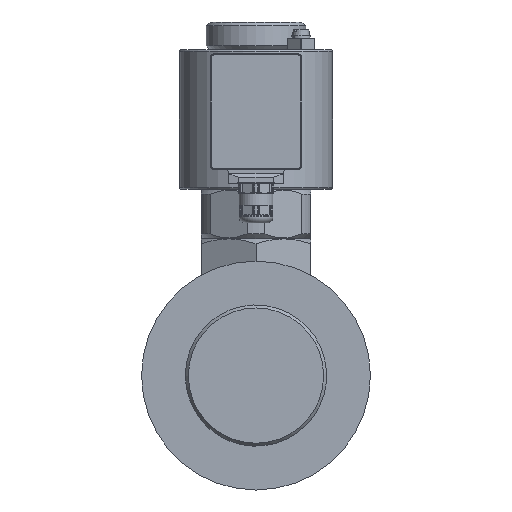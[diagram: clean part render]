
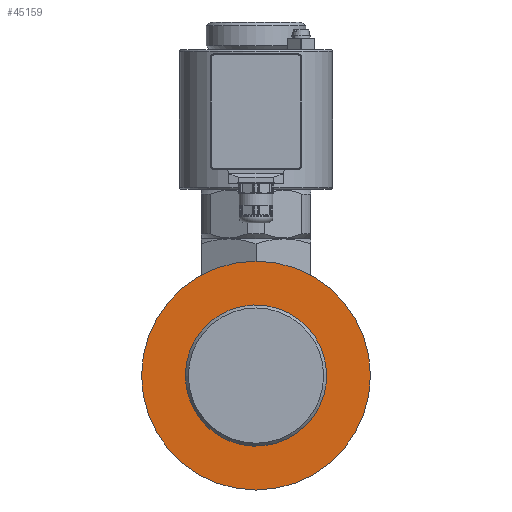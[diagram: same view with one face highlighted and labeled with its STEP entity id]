
A CAD part, front view. The second image highlights one B-rep face of the part: STEP entity #45159.
In plain terms, the highlighted planar face has unit normal (0, -1, 0).
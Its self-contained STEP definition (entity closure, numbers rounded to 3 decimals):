
#1029=FACE_BOUND('',#8974,.T.);
#4266=PLANE('',#46977);
#6437=FACE_OUTER_BOUND('',#8973,.T.);
#8973=EDGE_LOOP('',(#39203));
#8974=EDGE_LOOP('',(#39204));
#17324=CIRCLE('',#46978,57.5);
#17325=CIRCLE('',#46979,35.5);
#21271=VERTEX_POINT('',#78088);
#21272=VERTEX_POINT('',#78090);
#27319=EDGE_CURVE('',#21271,#21271,#17324,.T.);
#27320=EDGE_CURVE('',#21272,#21272,#17325,.T.);
#39203=ORIENTED_EDGE('',*,*,#27319,.F.);
#39204=ORIENTED_EDGE('',*,*,#27320,.T.);
#45159=ADVANCED_FACE('',(#6437,#1029),#4266,.T.);
#46977=AXIS2_PLACEMENT_3D('',#78087,#54228,#54229);
#46978=AXIS2_PLACEMENT_3D('',#78089,#54230,#54231);
#46979=AXIS2_PLACEMENT_3D('',#78091,#54232,#54233);
#54228=DIRECTION('center_axis',(0.,-1.,0.));
#54229=DIRECTION('ref_axis',(0.,0.,-1.));
#54230=DIRECTION('center_axis',(0.,1.,0.));
#54231=DIRECTION('ref_axis',(-1.,0.,0.));
#54232=DIRECTION('center_axis',(0.,1.,0.));
#54233=DIRECTION('ref_axis',(-1.,0.,0.));
#78087=CARTESIAN_POINT('Origin',(-46.5,-77.5,0.));
#78088=CARTESIAN_POINT('',(-57.5,-77.5,0.));
#78089=CARTESIAN_POINT('Origin',(0.,-77.5,0.));
#78090=CARTESIAN_POINT('',(25.102,-77.5,-25.102));
#78091=CARTESIAN_POINT('Origin',(0.,-77.5,0.));
